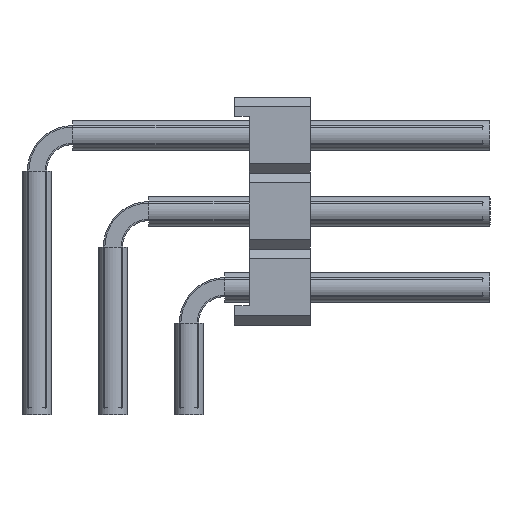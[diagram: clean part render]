
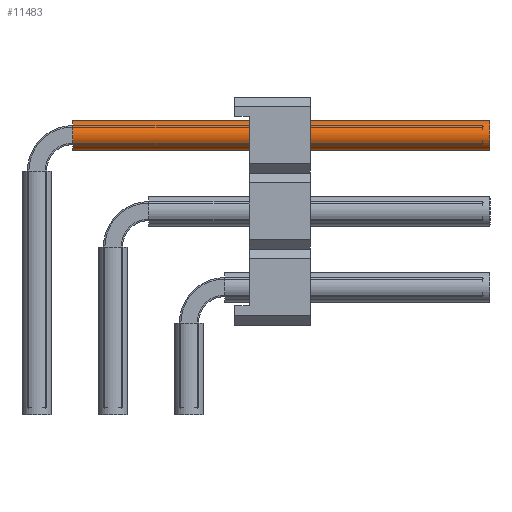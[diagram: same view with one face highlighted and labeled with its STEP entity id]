
A CAD part, left-side view. The second image highlights one B-rep face of the part: STEP entity #11483.
In plain terms, the highlighted cylindrical face has radius 0.5 mm (diameter 1 mm), a full revolution.
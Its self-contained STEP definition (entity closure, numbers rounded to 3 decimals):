
#6096=ORIENTED_EDGE('',*,*,#7816,.F.);
#6097=ORIENTED_EDGE('',*,*,#7817,.T.);
#7816=EDGE_CURVE('',#8936,#8936,#9388,.T.);
#7817=EDGE_CURVE('',#8937,#8937,#9389,.T.);
#8936=VERTEX_POINT('',#19165);
#8937=VERTEX_POINT('',#19167);
#9388=CIRCLE('',#12575,0.5);
#9389=CIRCLE('',#12576,0.5);
#10036=EDGE_LOOP('',(#6096));
#10037=EDGE_LOOP('',(#6097));
#10698=FACE_BOUND('',#10036,.T.);
#10699=FACE_BOUND('',#10037,.T.);
#10937=CYLINDRICAL_SURFACE('',#12574,0.5);
#11483=ADVANCED_FACE('',(#10698,#10699),#10937,.F.);
#12574=AXIS2_PLACEMENT_3D('',#19163,#15754,#15755);
#12575=AXIS2_PLACEMENT_3D('',#19164,#15756,#15757);
#12576=AXIS2_PLACEMENT_3D('',#19166,#15758,#15759);
#15754=DIRECTION('',(1.,0.,0.));
#15755=DIRECTION('',(0.,0.,-1.));
#15756=DIRECTION('',(-1.,0.,0.));
#15757=DIRECTION('',(0.,0.,1.));
#15758=DIRECTION('',(-1.,0.,0.));
#15759=DIRECTION('',(0.,0.,1.));
#19163=CARTESIAN_POINT('',(1.2,0.,9.35));
#19164=CARTESIAN_POINT('',(15.14,0.,9.35));
#19165=CARTESIAN_POINT('',(15.14,0.,9.85));
#19166=CARTESIAN_POINT('',(1.2,0.,9.35));
#19167=CARTESIAN_POINT('',(1.2,0.,9.85));
